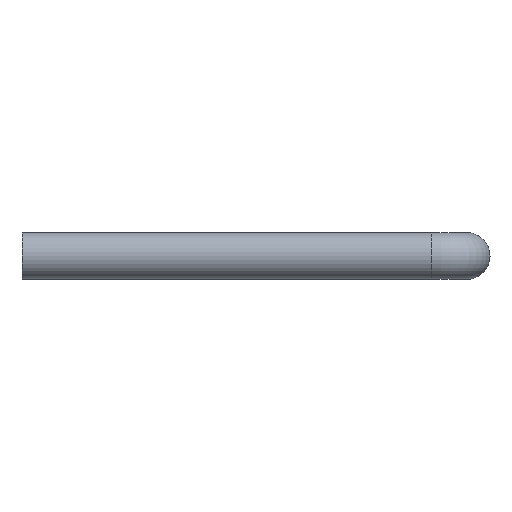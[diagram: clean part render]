
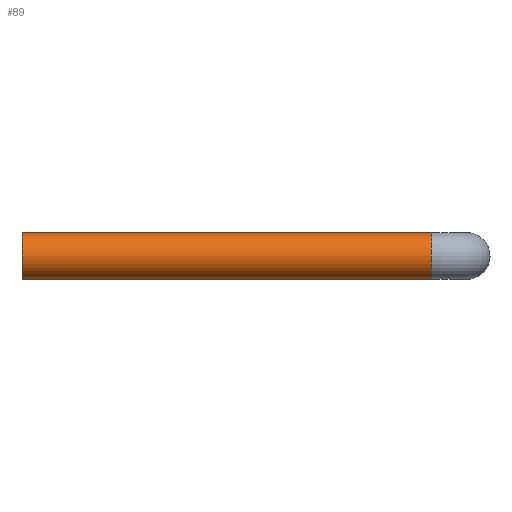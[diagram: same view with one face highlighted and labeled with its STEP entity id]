
A CAD part, front view. The second image highlights one B-rep face of the part: STEP entity #89.
In plain terms, the highlighted cylindrical face has radius 0.5 mm (diameter 1 mm), a full revolution.
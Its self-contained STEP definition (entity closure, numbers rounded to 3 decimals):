
#19=FACE_OUTER_BOUND('',#26,.T.);
#26=EDGE_LOOP('',(#64,#65,#66,#67));
#33=LINE('',#165,#36);
#36=VECTOR('',#131,0.5);
#39=CIRCLE('',#111,0.5);
#40=CIRCLE('',#112,0.5);
#47=VERTEX_POINT('',#162);
#48=VERTEX_POINT('',#164);
#53=EDGE_CURVE('',#47,#47,#39,.T.);
#54=EDGE_CURVE('',#47,#48,#33,.T.);
#55=EDGE_CURVE('',#48,#48,#40,.T.);
#64=ORIENTED_EDGE('',*,*,#53,.F.);
#65=ORIENTED_EDGE('',*,*,#54,.T.);
#66=ORIENTED_EDGE('',*,*,#55,.T.);
#67=ORIENTED_EDGE('',*,*,#54,.F.);
#86=CYLINDRICAL_SURFACE('',#110,0.5);
#89=ADVANCED_FACE('',(#19),#86,.T.);
#110=AXIS2_PLACEMENT_3D('',#161,#127,#128);
#111=AXIS2_PLACEMENT_3D('',#163,#129,#130);
#112=AXIS2_PLACEMENT_3D('',#166,#132,#133);
#127=DIRECTION('center_axis',(-1.,0.,0.));
#128=DIRECTION('ref_axis',(0.,-1.,0.));
#129=DIRECTION('center_axis',(-1.,0.,0.));
#130=DIRECTION('ref_axis',(0.,-1.,0.));
#131=DIRECTION('',(1.,0.,0.));
#132=DIRECTION('center_axis',(-1.,0.,0.));
#133=DIRECTION('ref_axis',(0.,-1.,0.));
#161=CARTESIAN_POINT('Origin',(-0.75,-12.,0.));
#162=CARTESIAN_POINT('',(-9.5,-11.5,0.));
#163=CARTESIAN_POINT('Origin',(-9.5,-12.,0.));
#164=CARTESIAN_POINT('',(-0.75,-11.5,0.));
#165=CARTESIAN_POINT('',(-0.75,-11.5,0.));
#166=CARTESIAN_POINT('Origin',(-0.75,-12.,0.));
